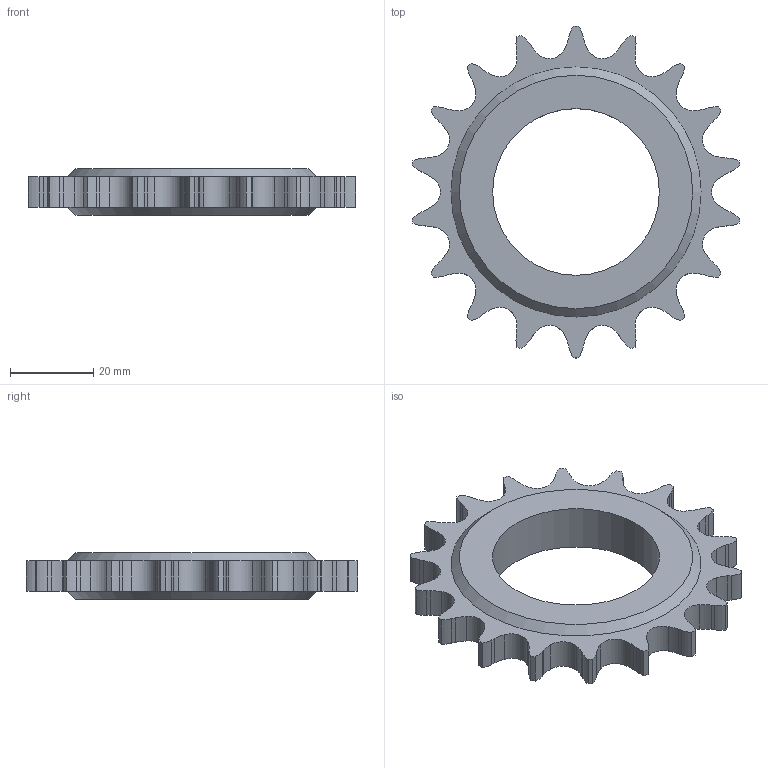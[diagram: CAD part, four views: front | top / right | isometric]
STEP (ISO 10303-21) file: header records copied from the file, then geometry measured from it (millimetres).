
FILE_DESCRIPTION((''),'2;1');
FILE_NAME('Pignon_Bas.stp','2009-02-12T21:48:36',('Alex_Cyril'),(''),'Autodesk Inventor 11','Autodesk Inventor 11','');
FILE_SCHEMA(('AUTOMOTIVE_DESIGN { 1 0 10303 214 1 1 1 1 }'));
Length unit declared in the file: millimetre
Products named in the file (1): Pignon_Bas
Bounding box: 78.63 x 79.64 x 11.2 mm (x, y, z)
Volume: 24587.7 mm3; surface area: 9702.7 mm2
Topology: 1 solids, 1 shells, 359 faces, 999 edges, 666 vertices
Faces by surface type: plane 137, bspline 112, cylinder 108, cone 2
Entity records: 12383 total; most frequent: CARTESIAN_POINT 3607, ORIENTED_EDGE 1992, DIRECTION 1538, EDGE_CURVE 996, VERTEX_POINT 666, VECTOR 598, LINE 598, AXIS2_PLACEMENT_3D 470
